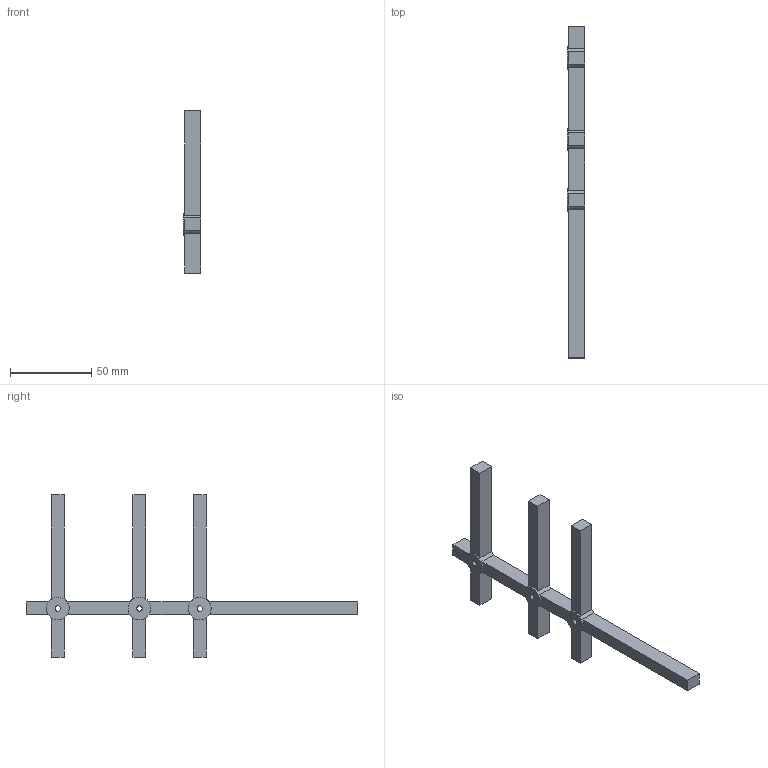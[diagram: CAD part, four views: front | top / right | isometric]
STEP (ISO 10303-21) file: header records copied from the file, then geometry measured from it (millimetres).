
FILE_DESCRIPTION(/* description */ ('STEP AP242','CAx-IF Rec.Pracs.---Representation and Presentation of Product Manufacturing Information (PMI)---4.0---2014-10-13','CAx-IF Rec.Pracs.---3D Tessellated Geometry---0.4---2014-09-14','2;1'),/* implementation_level */ '2;1');
FILE_NAME(/* name */ '651bdfbf0db1c514a39d3813',/* time_stamp */ '2023-10-03T09:32:49Z',/* author */ (''),/* organization */ (''),/* preprocessor_version */ 'ST-DEVELOPER v19.4',/* originating_system */ ' ',/* authorisation */ ' ');
FILE_SCHEMA (('AP242_MANAGED_MODEL_BASED_3D_ENGINEERING_MIM_LF { 1 0 10303 442 1 1 4 }'));
Length unit declared in the file: metre
Products named in the file (1): screw_spacer_right
Bounding box: 10.9 x 204.8 x 100 mm (x, y, z)
Volume: 38072 mm3; surface area: 18042.5 mm2
Topology: 1 solids, 1 shells, 54 faces, 147 edges, 98 vertices
Faces by surface type: plane 45, cylinder 9
Full cylindrical faces by diameter (mm): 3.4 x3, 8.5 x3, 14 x3
Entity records: 1672 total; most frequent: CARTESIAN_POINT 285, DIRECTION 284, ORIENTED_EDGE 270, EDGE_CURVE 135, LINE 96, VECTOR 96, VERTEX_POINT 95, AXIS2_PLACEMENT_3D 94
